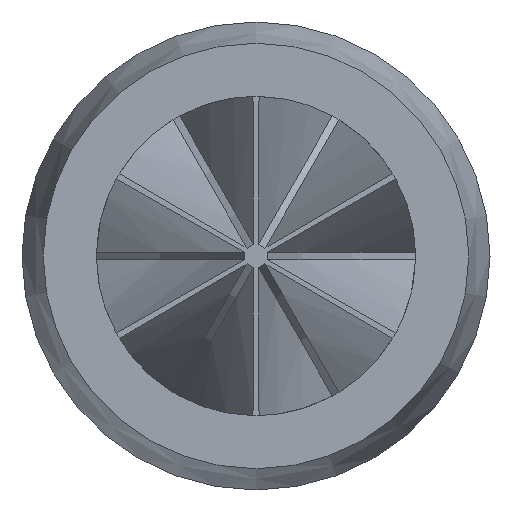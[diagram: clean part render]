
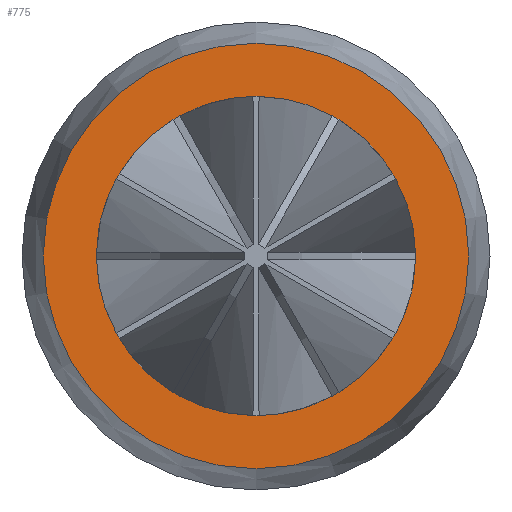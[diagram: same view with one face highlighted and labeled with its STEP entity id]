
A CAD part, left-side view. The second image highlights one B-rep face of the part: STEP entity #775.
In plain terms, the highlighted planar face has unit normal (-1, 0, 0).
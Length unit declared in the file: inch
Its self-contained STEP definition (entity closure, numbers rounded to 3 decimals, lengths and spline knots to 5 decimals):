
#49 = ORIENTED_EDGE ( 'NONE', *, *, #175, .F. ) ;
#74 = DIRECTION ( 'NONE',  ( 0., 0., 1. ) ) ;
#75 = DIRECTION ( 'NONE',  ( 1., 0., 0. ) ) ;
#85 = DIRECTION ( 'NONE',  ( -1., 0., 0. ) ) ;
#106 = AXIS2_PLACEMENT_3D ( 'NONE', #653, #75, #468 ) ;
#175 = EDGE_CURVE ( 'NONE', #897, #897, #1064, .T. ) ;
#391 = VERTEX_POINT ( 'NONE', #1104 ) ;
#468 = DIRECTION ( 'NONE',  ( 0., 0., -1. ) ) ;
#495 = PLANE ( 'NONE',  #1249 ) ;
#502 = EDGE_CURVE ( 'NONE', #391, #391, #1188, .T. ) ;
#504 = ORIENTED_EDGE ( 'NONE', *, *, #502, .T. ) ;
#512 = DIRECTION ( 'NONE',  ( 1., 0., 0. ) ) ;
#533 = AXIS2_PLACEMENT_3D ( 'NONE', #1248, #512, #1125 ) ;
#653 = CARTESIAN_POINT ( 'NONE',  ( 0., 0., 0. ) ) ;
#775 = ADVANCED_FACE ( 'NONE', ( #913, #1219 ), #495, .T. ) ;
#787 = CARTESIAN_POINT ( 'NONE',  ( 0., 0., -0.014 ) ) ;
#897 = VERTEX_POINT ( 'NONE', #787 ) ;
#913 = FACE_BOUND ( 'NONE', #1100, .T. ) ;
#1064 = CIRCLE ( 'NONE', #106, 0.014 ) ;
#1075 = CARTESIAN_POINT ( 'NONE',  ( 0., 0.014, 0. ) ) ;
#1100 = EDGE_LOOP ( 'NONE', ( #504 ) ) ;
#1104 = CARTESIAN_POINT ( 'NONE',  ( 0., 0., 0.0105 ) ) ;
#1125 = DIRECTION ( 'NONE',  ( 0., 0., 1. ) ) ;
#1188 = CIRCLE ( 'NONE', #533, 0.0105 ) ;
#1195 = EDGE_LOOP ( 'NONE', ( #49 ) ) ;
#1219 = FACE_OUTER_BOUND ( 'NONE', #1195, .T. ) ;
#1248 = CARTESIAN_POINT ( 'NONE',  ( 0., 0., 0. ) ) ;
#1249 = AXIS2_PLACEMENT_3D ( 'NONE', #1075, #85, #74 ) ;
